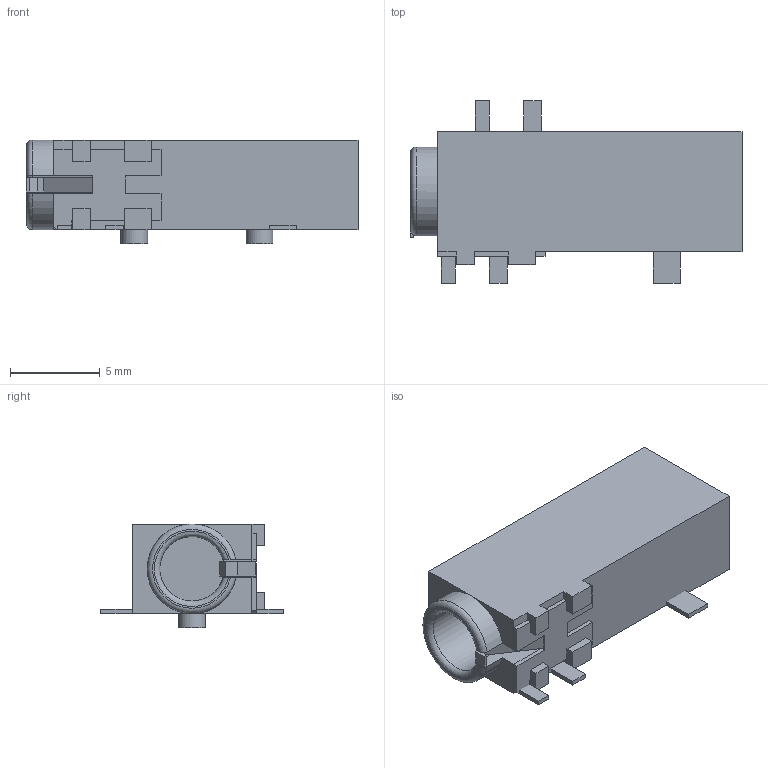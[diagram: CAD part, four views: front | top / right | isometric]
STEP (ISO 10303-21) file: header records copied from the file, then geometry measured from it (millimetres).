
FILE_DESCRIPTION(/* description */ (''),/* implementation_level */ '2;1');
FILE_NAME(/* name */ 'SJ-43515RS-SMT-TR v4.step',/* time_stamp */ '2022-07-01T14:25:39-07:00',/* author */ (''),/* organization */ (''),/* preprocessor_version */ 'ST-DEVELOPER v19',/* originating_system */ 'Autodesk Translation Framework v11.7.0.108',/* authorisation */ '');
FILE_SCHEMA (('AUTOMOTIVE_DESIGN { 1 0 10303 214 3 1 1 }'));
Length unit declared in the file: millimetre
Products named in the file (1): SJ-43515RS-SMT-TR
Bounding box: 18.54 x 10.2 x 5.8 mm (x, y, z)
Volume: 440.5 mm3; surface area: 775 mm2
Topology: 8 solids, 8 shells, 112 faces, 280 edges, 186 vertices
Faces by surface type: plane 106, cylinder 4, torus 2
Full cylindrical faces by diameter (mm): 1.5 x2, 3.6 x1
Entity records: 3336 total; most frequent: CARTESIAN_POINT 615, ORIENTED_EDGE 560, DIRECTION 516, EDGE_CURVE 280, LINE 262, VECTOR 262, VERTEX_POINT 186, AXIS2_PLACEMENT_3D 127
